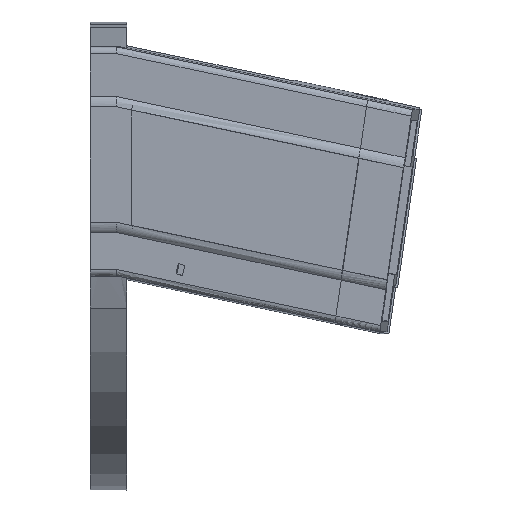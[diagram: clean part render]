
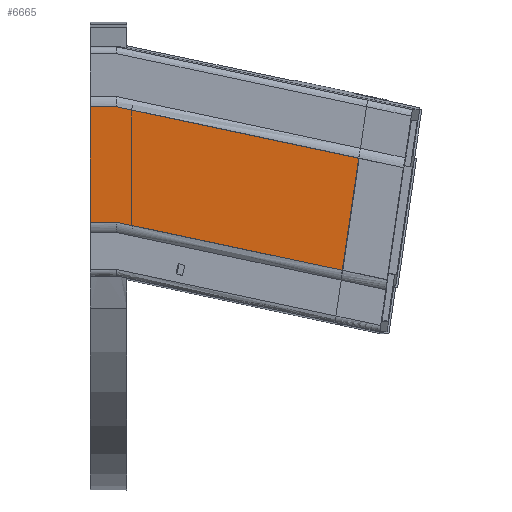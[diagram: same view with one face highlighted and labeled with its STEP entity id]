
A CAD part, left-side view. The second image highlights one B-rep face of the part: STEP entity #6665.
In plain terms, the highlighted planar face has unit normal (-0.996, 0.087, 0).
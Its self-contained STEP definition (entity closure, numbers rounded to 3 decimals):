
#672=FACE_OUTER_BOUND('',#1054,.T.);
#1054=EDGE_LOOP('',(#5156,#5157,#5158,#5159,#5160,#5161,#5162));
#1306=LINE('',#9035,#1993);
#1309=LINE('',#9052,#1996);
#1343=LINE('',#9758,#2030);
#1534=LINE('',#13123,#2221);
#1628=LINE('',#13582,#2315);
#1629=LINE('',#13585,#2316);
#1630=LINE('',#13586,#2317);
#1993=VECTOR('',#7375,10.);
#1996=VECTOR('',#7384,10.);
#2030=VECTOR('',#7476,10.);
#2221=VECTOR('',#7913,11.945);
#2315=VECTOR('',#8113,10.);
#2316=VECTOR('',#8116,10.066);
#2317=VECTOR('',#8117,10.);
#2683=VERTEX_POINT('',#9032);
#2684=VERTEX_POINT('',#9034);
#2686=VERTEX_POINT('',#9045);
#2689=VERTEX_POINT('',#9050);
#2955=VERTEX_POINT('',#13116);
#2957=VERTEX_POINT('',#13122);
#3012=VERTEX_POINT('',#13584);
#3329=EDGE_CURVE('',#2684,#2683,#1306,.T.);
#3335=EDGE_CURVE('',#2689,#2686,#1309,.T.);
#3405=EDGE_CURVE('',#2683,#2686,#1343,.T.);
#3682=EDGE_CURVE('',#2957,#2955,#1534,.T.);
#3797=EDGE_CURVE('',#2689,#2955,#1628,.T.);
#3798=EDGE_CURVE('',#2957,#3012,#1629,.T.);
#3799=EDGE_CURVE('',#2684,#3012,#1630,.T.);
#5156=ORIENTED_EDGE('',*,*,#3797,.T.);
#5157=ORIENTED_EDGE('',*,*,#3682,.F.);
#5158=ORIENTED_EDGE('',*,*,#3798,.T.);
#5159=ORIENTED_EDGE('',*,*,#3799,.F.);
#5160=ORIENTED_EDGE('',*,*,#3329,.T.);
#5161=ORIENTED_EDGE('',*,*,#3405,.T.);
#5162=ORIENTED_EDGE('',*,*,#3335,.F.);
#6406=PLANE('',#7094);
#6665=ADVANCED_FACE('',(#672),#6406,.T.);
#7094=AXIS2_PLACEMENT_3D('',#13583,#8114,#8115);
#7375=DIRECTION('',(0.087,0.996,0.));
#7384=DIRECTION('',(0.087,0.996,0.));
#7476=DIRECTION('',(0.,0.,-1.));
#7913=DIRECTION('',(0.013,0.145,-0.989));
#8113=DIRECTION('',(-0.085,-0.975,-0.207));
#8114=DIRECTION('center_axis',(-0.996,0.087,0.));
#8115=DIRECTION('ref_axis',(0.,0.,
1.));
#8116=DIRECTION('',(0.085,0.975,0.207));
#8117=DIRECTION('',(-0.085,-0.975,-0.207));
#9032=CARTESIAN_POINT('',(404.114,3014.508,920.457));
#9034=CARTESIAN_POINT('',(401.607,2985.851,920.457));
#9035=CARTESIAN_POINT('',(401.607,2985.851,920.457));
#9045=CARTESIAN_POINT('',(404.114,3014.508,793.731));
#9050=CARTESIAN_POINT('',(401.607,2985.852,793.731));
#9052=CARTESIAN_POINT('',(401.607,2985.852,793.731));
#9758=CARTESIAN_POINT('',(404.114,3014.508,827.077));
#13116=CARTESIAN_POINT('',(379.932,2738.099,741.108));
#13122=CARTESIAN_POINT('',(378.358,2720.108,864.012));
#13123=CARTESIAN_POINT('',(379.126,2728.895,803.984));
#13582=CARTESIAN_POINT('',(401.607,2985.852,793.731));
#13583=CARTESIAN_POINT('Origin',(390.376,2857.477,829.827));
#13584=CARTESIAN_POINT('',(400.155,2969.252,916.931));
#13585=CARTESIAN_POINT('',(401.607,2985.851,920.457));
#13586=CARTESIAN_POINT('',(401.607,2985.851,920.457));
